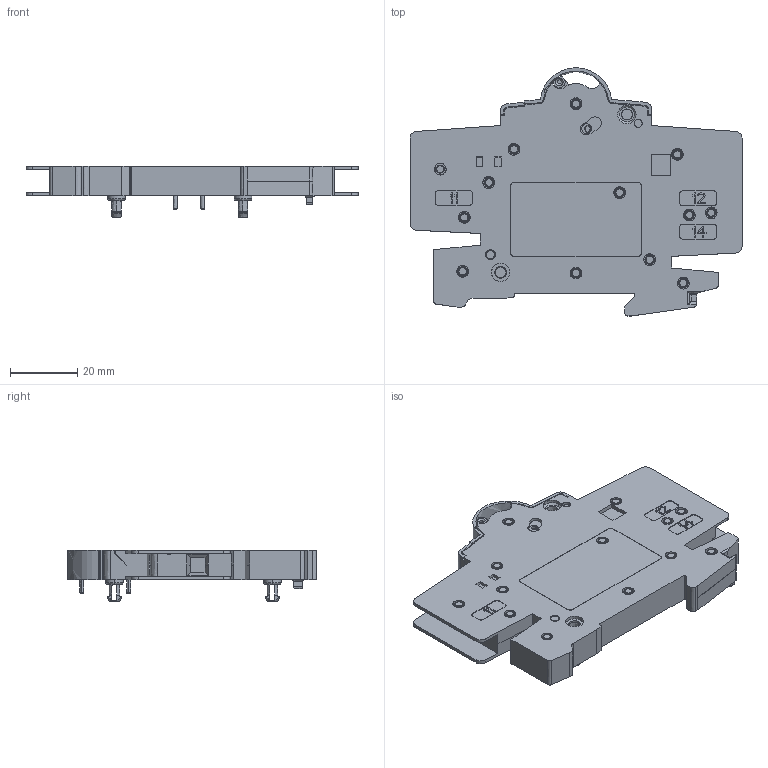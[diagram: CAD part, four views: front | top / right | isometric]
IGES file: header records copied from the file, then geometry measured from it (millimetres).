
Start section:  PTC IGES file: 2cds200914_sw0003.igs
Global section: file name: 2cds200914_sw0003.igs; native system: Creo Elements/Pro by Parametric Technology Corporation; preprocessor: 2011310; author: deu213684; organization: Unknown; date: 20130702.102311; units: millimetre
Bounding box: 99 x 73.96 x 15.3 mm (x, y, z)
Volume: 39016.2 mm3; surface area: 18542.2 mm2
Topology: 1 solids, 1 shells, 967 faces, 2475 edges, 1597 vertices
Faces by surface type: bspline 967
